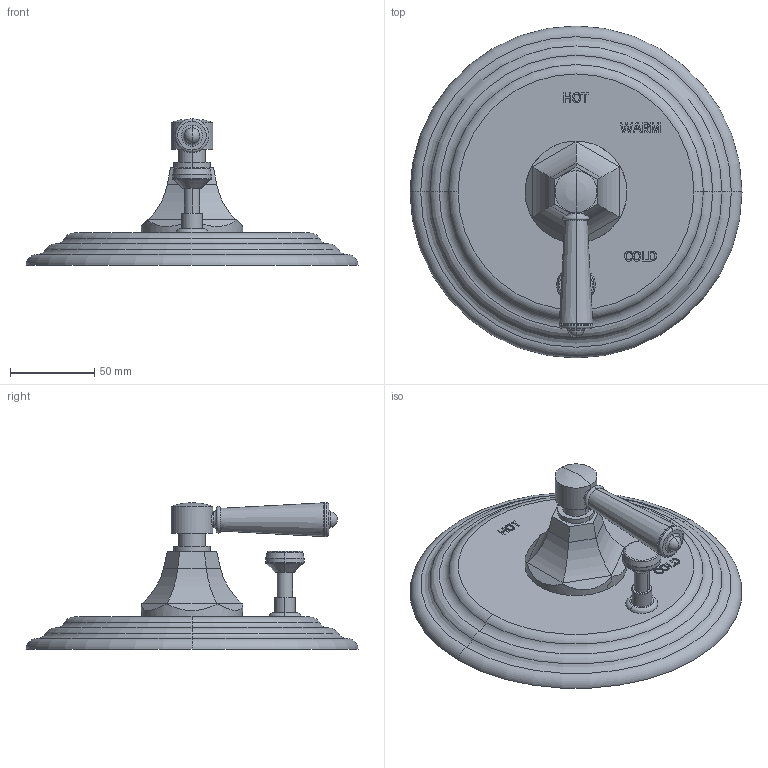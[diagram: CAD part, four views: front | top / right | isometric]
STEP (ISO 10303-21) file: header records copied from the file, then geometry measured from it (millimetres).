
FILE_DESCRIPTION((''),'2;1');
FILE_NAME('5-1202BP','2021-06-07T16:18:52',('jinson.thomas'),(''),'CREO PARAMETRIC BY PTC INC, 2018400','CREO PARAMETRIC BY PTC INC, 2018400','');
FILE_SCHEMA(('CONFIG_CONTROL_DESIGN'));
Length unit declared in the file: inch
Products named in the file (1): 5-1202BP
Bounding box: 196.85 x 196.85 x 86.87 mm (x, y, z)
Volume: 540787.1 mm3; surface area: 77706.2 mm2
Topology: 1 solids, 1 shells, 253 faces, 630 edges, 402 vertices
Faces by surface type: plane 121, extrusion 64, torus 28, cylinder 26, cone 10, sphere 4
Entity records: 8534 total; most frequent: CARTESIAN_POINT 2679, ORIENTED_EDGE 1252, DIRECTION 1036, EDGE_CURVE 626, VECTOR 434, VERTEX_POINT 402, LINE 370, AXIS2_PLACEMENT_3D 301
